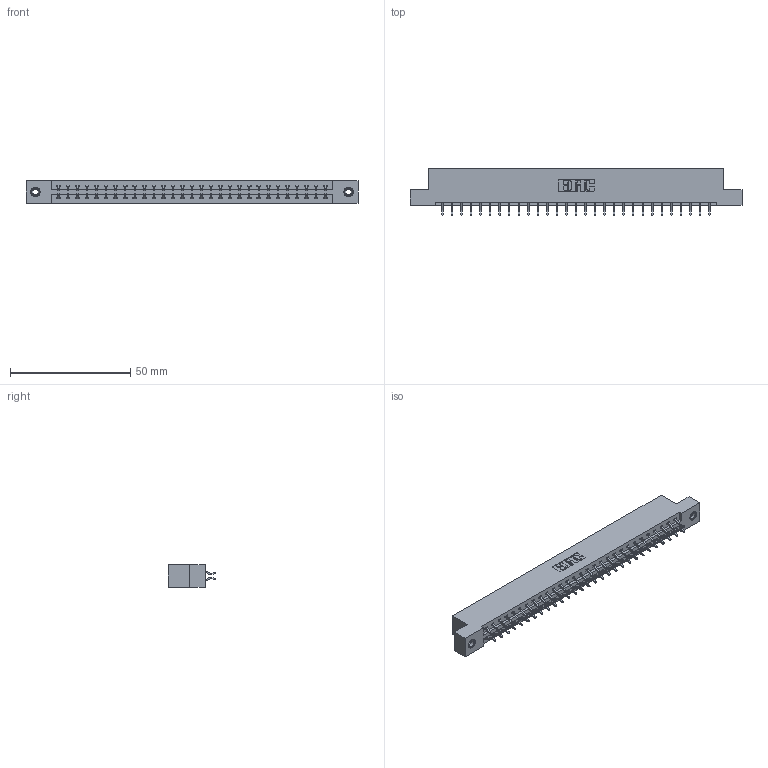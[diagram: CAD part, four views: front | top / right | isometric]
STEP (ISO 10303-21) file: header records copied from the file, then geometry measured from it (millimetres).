
FILE_DESCRIPTION (( 'STEP AP203' ), '1' );
FILE_NAME ('337-058-556-208.STEP', '2019-10-09T19:58:05', ( '' ), ( '' ), 'SwSTEP 2.0', 'SolidWorks 2016', '' );
FILE_SCHEMA (( 'CONFIG_CONTROL_DESIGN' ));
Length unit declared in the file: inch
Products named in the file (4): 345-292-001_556 Tail; 345-250-001_345-250-003-102; 337 Part_Flush Mounting Lugs - 0.156 Dia-TI; 337-058-556-208
Assembly tree (61 placements, depth 2):
  337-058-556-208
    337 Part_Flush Mounting Lugs - 0.156 Dia-TI
    345-292-001_556 Tail  x58
    345-250-001_345-250-003-102  x2
Bounding box: 137.92 x 19.57 x 9.4 mm (x, y, z)
Volume: 14353.5 mm3; surface area: 16063.1 mm2
Topology: 61 solids, 61 shells, 3654 faces, 10829 edges, 7134 vertices
Faces by surface type: plane 2538, cylinder 1100, cone 12, torus 4
Entity records: 25572 total; most frequent: CARTESIAN_POINT 4313, ORIENTED_EDGE 4230, DIRECTION 3713, EDGE_CURVE 2115, VECTOR 1959, LINE 1959, VERTEX_POINT 1404, AXIS2_PLACEMENT_3D 877
